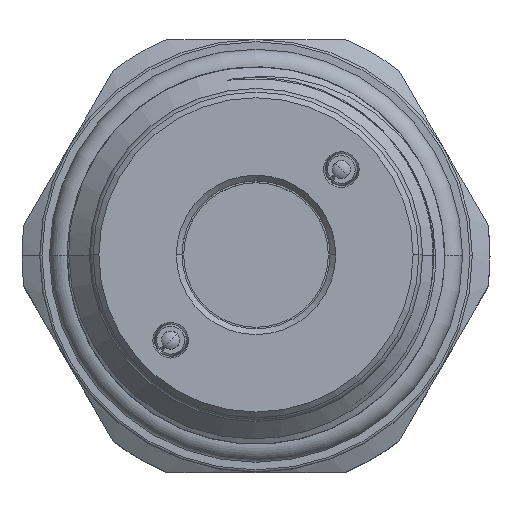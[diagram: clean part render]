
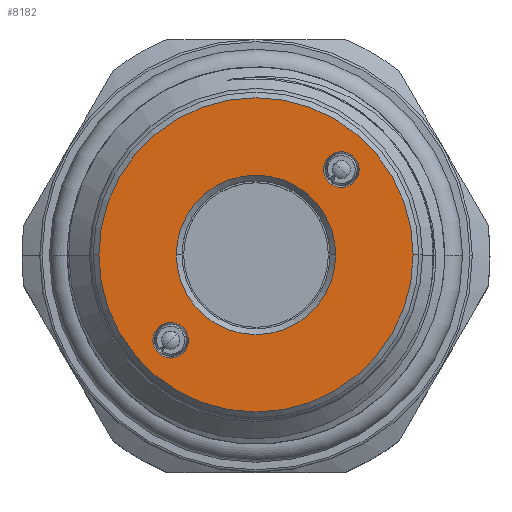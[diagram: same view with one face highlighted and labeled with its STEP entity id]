
A CAD part, top view. The second image highlights one B-rep face of the part: STEP entity #8182.
In plain terms, the highlighted planar face has unit normal (0, 0, 1).
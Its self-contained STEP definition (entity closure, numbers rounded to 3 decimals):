
#28 = DIRECTION ( 'NONE',  ( 0., 0., -1. ) ) ;
#279 = ORIENTED_EDGE ( 'NONE', *, *, #2445, .T. ) ;
#434 = EDGE_CURVE ( 'NONE', #5994, #521, #15792, .T. ) ;
#521 = VERTEX_POINT ( 'NONE', #6684 ) ;
#649 = PLANE ( 'NONE',  #15821 ) ;
#972 = AXIS2_PLACEMENT_3D ( 'NONE', #6343, #9094, #1410 ) ;
#1066 = ORIENTED_EDGE ( 'NONE', *, *, #10232, .T. ) ;
#1152 = FACE_BOUND ( 'NONE', #7858, .T. ) ;
#1410 = DIRECTION ( 'NONE',  ( 1., 0., 0. ) ) ;
#1976 = CARTESIAN_POINT ( 'NONE',  ( -13.8, 0., 0. ) ) ;
#2445 = EDGE_CURVE ( 'NONE', #11315, #10131, #3135, .T. ) ;
#2533 = CARTESIAN_POINT ( 'NONE',  ( -7.495, -7.495, 0. ) ) ;
#2585 = AXIS2_PLACEMENT_3D ( 'NONE', #2533, #8954, #3888 ) ;
#2752 = DIRECTION ( 'NONE',  ( 1., 0., 0. ) ) ;
#2792 = CARTESIAN_POINT ( 'NONE',  ( 7.495, 7.495, 0. ) ) ;
#2933 = CIRCLE ( 'NONE', #2585, 1.561 ) ;
#2942 = EDGE_CURVE ( 'NONE', #11561, #4131, #2933, .T. ) ;
#3127 = DIRECTION ( 'NONE',  ( 0., 0., 1. ) ) ;
#3135 = CIRCLE ( 'NONE', #15768, 13.8 ) ;
#3376 = ORIENTED_EDGE ( 'NONE', *, *, #14784, .T. ) ;
#3888 = DIRECTION ( 'NONE',  ( 0., -1., 0. ) ) ;
#3941 = DIRECTION ( 'NONE',  ( 0., 0., -1. ) ) ;
#4131 = VERTEX_POINT ( 'NONE', #11226 ) ;
#4189 = CIRCLE ( 'NONE', #15146, 1.561 ) ;
#4415 = EDGE_CURVE ( 'NONE', #521, #5994, #4537, .T. ) ;
#4537 = CIRCLE ( 'NONE', #15165, 7. ) ;
#5086 = FACE_OUTER_BOUND ( 'NONE', #11240, .T. ) ;
#5213 = CARTESIAN_POINT ( 'NONE',  ( 0., 0., 0. ) ) ;
#5591 = AXIS2_PLACEMENT_3D ( 'NONE', #15254, #28, #2752 ) ;
#5787 = AXIS2_PLACEMENT_3D ( 'NONE', #8431, #16004, #8328 ) ;
#5994 = VERTEX_POINT ( 'NONE', #12189 ) ;
#6343 = CARTESIAN_POINT ( 'NONE',  ( 0., 0., 0. ) ) ;
#6552 = AXIS2_PLACEMENT_3D ( 'NONE', #9821, #7283, #13588 ) ;
#6684 = CARTESIAN_POINT ( 'NONE',  ( 7., 0., 0. ) ) ;
#7283 = DIRECTION ( 'NONE',  ( 0., 0., -1. ) ) ;
#7293 = ORIENTED_EDGE ( 'NONE', *, *, #4415, .T. ) ;
#7370 = CARTESIAN_POINT ( 'NONE',  ( 7.495, 5.935, 0. ) ) ;
#7858 = EDGE_LOOP ( 'NONE', ( #12191, #3376 ) ) ;
#8101 = CIRCLE ( 'NONE', #972, 13.8 ) ;
#8182 = ADVANCED_FACE ( 'NONE', ( #1152, #13762, #5086, #8414 ), #649, .T. ) ;
#8222 = CARTESIAN_POINT ( 'NONE',  ( 0., 0., 0. ) ) ;
#8328 = DIRECTION ( 'NONE',  ( 0., 1., 0. ) ) ;
#8384 = VERTEX_POINT ( 'NONE', #15487 ) ;
#8414 = FACE_BOUND ( 'NONE', #16197, .T. ) ;
#8431 = CARTESIAN_POINT ( 'NONE',  ( 7.495, 7.495, 0. ) ) ;
#8479 = ORIENTED_EDGE ( 'NONE', *, *, #2942, .T. ) ;
#8585 = ORIENTED_EDGE ( 'NONE', *, *, #12153, .T. ) ;
#8954 = DIRECTION ( 'NONE',  ( 0., 0., -1. ) ) ;
#9094 = DIRECTION ( 'NONE',  ( 0., 0., 1. ) ) ;
#9821 = CARTESIAN_POINT ( 'NONE',  ( -7.495, -7.495, 0. ) ) ;
#10131 = VERTEX_POINT ( 'NONE', #1976 ) ;
#10143 = CIRCLE ( 'NONE', #6552, 1.561 ) ;
#10232 = EDGE_CURVE ( 'NONE', #4131, #11561, #10143, .T. ) ;
#10327 = CARTESIAN_POINT ( 'NONE',  ( -7.495, -5.935, 0. ) ) ;
#10570 = DIRECTION ( 'NONE',  ( 1., 0., 0. ) ) ;
#11226 = CARTESIAN_POINT ( 'NONE',  ( -7.495, -9.056, 0. ) ) ;
#11240 = EDGE_LOOP ( 'NONE', ( #8585, #279 ) ) ;
#11315 = VERTEX_POINT ( 'NONE', #13320 ) ;
#11561 = VERTEX_POINT ( 'NONE', #10327 ) ;
#11576 = EDGE_CURVE ( 'NONE', #13586, #8384, #4189, .T. ) ;
#11588 = DIRECTION ( 'NONE',  ( 0., 1., 0. ) ) ;
#11899 = CARTESIAN_POINT ( 'NONE',  ( 0., 0., 0. ) ) ;
#12153 = EDGE_CURVE ( 'NONE', #10131, #11315, #8101, .T. ) ;
#12189 = CARTESIAN_POINT ( 'NONE',  ( -7., 0., 0. ) ) ;
#12191 = ORIENTED_EDGE ( 'NONE', *, *, #11576, .T. ) ;
#12727 = DIRECTION ( 'NONE',  ( 1., 0., 0. ) ) ;
#13320 = CARTESIAN_POINT ( 'NONE',  ( 13.8, 0., 0. ) ) ;
#13586 = VERTEX_POINT ( 'NONE', #7370 ) ;
#13588 = DIRECTION ( 'NONE',  ( 0., -1., 0. ) ) ;
#13660 = CIRCLE ( 'NONE', #5787, 1.561 ) ;
#13762 = FACE_BOUND ( 'NONE', #15858, .T. ) ;
#14030 = DIRECTION ( 'NONE',  ( 0., 0., -1. ) ) ;
#14451 = DIRECTION ( 'NONE',  ( 0., 0., 1. ) ) ;
#14526 = DIRECTION ( 'NONE',  ( 1., 0., 0. ) ) ;
#14661 = ORIENTED_EDGE ( 'NONE', *, *, #434, .T. ) ;
#14784 = EDGE_CURVE ( 'NONE', #8384, #13586, #13660, .T. ) ;
#15146 = AXIS2_PLACEMENT_3D ( 'NONE', #2792, #14030, #11588 ) ;
#15165 = AXIS2_PLACEMENT_3D ( 'NONE', #5213, #3941, #12727 ) ;
#15254 = CARTESIAN_POINT ( 'NONE',  ( 0., 0., 0. ) ) ;
#15487 = CARTESIAN_POINT ( 'NONE',  ( 7.495, 9.056, 0. ) ) ;
#15768 = AXIS2_PLACEMENT_3D ( 'NONE', #11899, #14451, #10570 ) ;
#15792 = CIRCLE ( 'NONE', #5591, 7. ) ;
#15821 = AXIS2_PLACEMENT_3D ( 'NONE', #8222, #3127, #14526 ) ;
#15858 = EDGE_LOOP ( 'NONE', ( #7293, #14661 ) ) ;
#16004 = DIRECTION ( 'NONE',  ( 0., 0., -1. ) ) ;
#16197 = EDGE_LOOP ( 'NONE', ( #8479, #1066 ) ) ;
